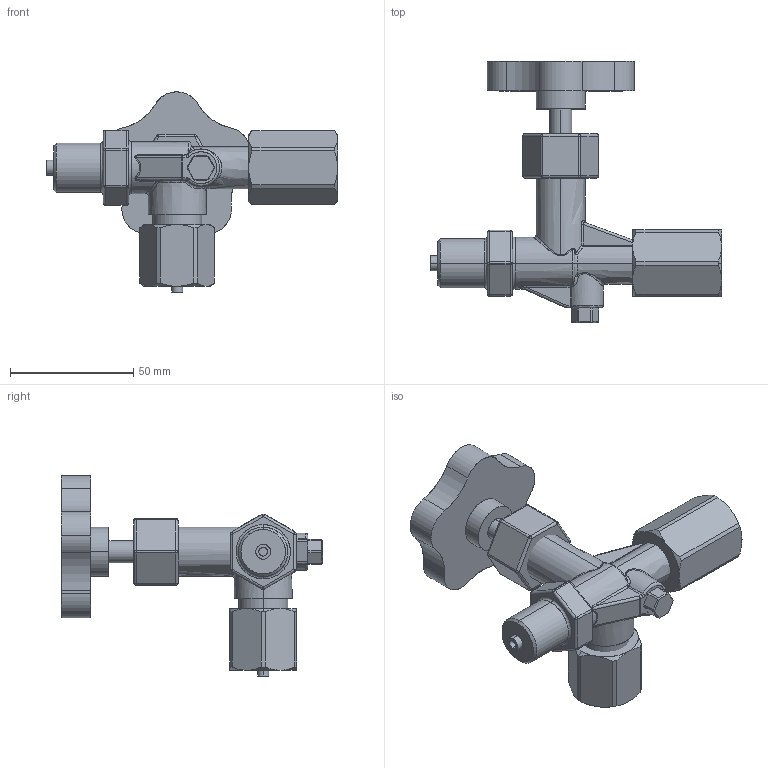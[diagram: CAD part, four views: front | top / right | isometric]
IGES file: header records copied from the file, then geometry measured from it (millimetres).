
Start section: SolidWorks IGES file using analytic representation for surfaces
Global section: file name: Ventil tlakomer 3-cestny 137517.B.IGS; native system: SolidWorks 2012; preprocessor: SolidWorks 2012; author: cerny; date: 130220.122056; units: millimetre
Bounding box: 118 x 105.9 x 81.15 mm (x, y, z)
Surface area: 33846 mm2 (no closed solid volume)
Topology: 0 solids, 0 shells, 302 faces, 3371 edges, 3348 vertices
Faces by surface type: revolution 170, bspline 132
